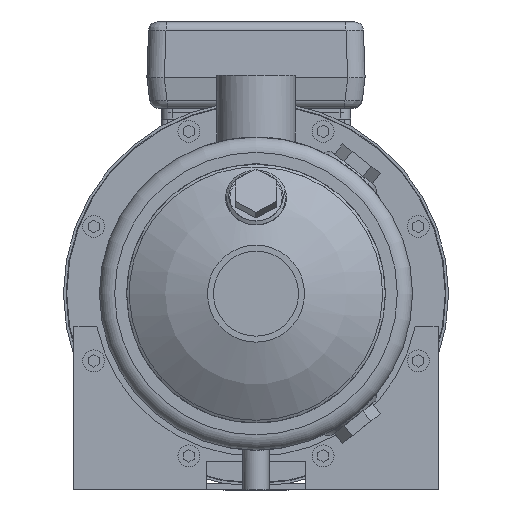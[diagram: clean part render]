
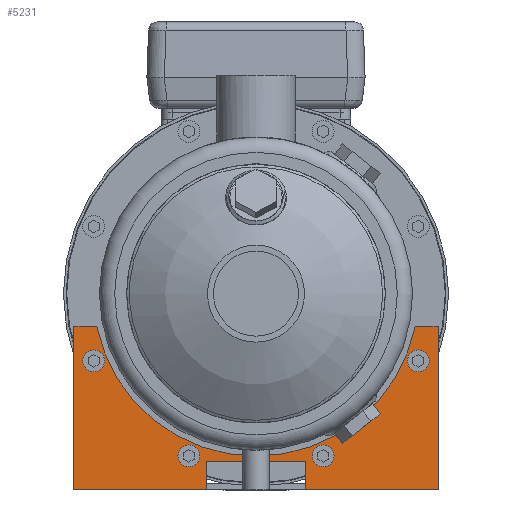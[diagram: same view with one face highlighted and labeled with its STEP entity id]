
A CAD part, left-side view. The second image highlights one B-rep face of the part: STEP entity #5231.
In plain terms, the highlighted face is planar.
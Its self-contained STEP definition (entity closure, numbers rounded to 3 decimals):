
#421=LINE('',#14068,#822);
#423=LINE('',#14072,#824);
#430=LINE('',#14086,#831);
#432=LINE('',#14091,#833);
#442=LINE('',#14111,#843);
#446=LINE('',#14119,#847);
#448=LINE('',#14132,#849);
#449=LINE('',#14135,#850);
#450=LINE('',#14137,#851);
#822=VECTOR('',#8534,1000.);
#824=VECTOR('',#8538,1000.);
#831=VECTOR('',#8547,1000.);
#833=VECTOR('',#8551,1000.);
#843=VECTOR('',#8567,1000.);
#847=VECTOR('',#8571,1000.);
#849=VECTOR('',#8585,1000.);
#850=VECTOR('',#8588,1000.);
#851=VECTOR('',#8589,1000.);
#2217=ORIENTED_EDGE('',*,*,#3052,.F.);
#2218=ORIENTED_EDGE('',*,*,#3053,.F.);
#2219=ORIENTED_EDGE('',*,*,#3054,.F.);
#2220=ORIENTED_EDGE('',*,*,#3055,.F.);
#2221=ORIENTED_EDGE('',*,*,#3056,.F.);
#2222=ORIENTED_EDGE('',*,*,#3045,.F.);
#2223=ORIENTED_EDGE('',*,*,#3025,.T.);
#2224=ORIENTED_EDGE('',*,*,#3023,.T.);
#2225=ORIENTED_EDGE('',*,*,#3057,.F.);
#2226=ORIENTED_EDGE('',*,*,#3032,.T.);
#2227=ORIENTED_EDGE('',*,*,#3034,.F.);
#2228=ORIENTED_EDGE('',*,*,#3049,.F.);
#2229=ORIENTED_EDGE('',*,*,#3058,.F.);
#2230=ORIENTED_EDGE('',*,*,#3059,.F.);
#3023=EDGE_CURVE('',#3558,#3557,#421,.T.);
#3025=EDGE_CURVE('',#3559,#3558,#423,.T.);
#3032=EDGE_CURVE('',#3562,#3564,#430,.T.);
#3034=EDGE_CURVE('',#3566,#3564,#432,.T.);
#3045=EDGE_CURVE('',#3559,#3574,#442,.T.);
#3049=EDGE_CURVE('',#3577,#3566,#446,.T.);
#3052=EDGE_CURVE('',#3579,#3579,#3841,.T.);
#3053=EDGE_CURVE('',#3580,#3580,#3842,.T.);
#3054=EDGE_CURVE('',#3581,#3581,#3843,.T.);
#3055=EDGE_CURVE('',#3582,#3582,#3844,.T.);
#3056=EDGE_CURVE('',#3574,#3583,#448,.T.);
#3057=EDGE_CURVE('',#3562,#3557,#3845,.T.);
#3058=EDGE_CURVE('',#3584,#3577,#449,.T.);
#3059=EDGE_CURVE('',#3583,#3584,#450,.T.);
#3557=VERTEX_POINT('',#14067);
#3558=VERTEX_POINT('',#14069);
#3559=VERTEX_POINT('',#14073);
#3562=VERTEX_POINT('',#14081);
#3564=VERTEX_POINT('',#14085);
#3566=VERTEX_POINT('',#14090);
#3574=VERTEX_POINT('',#14112);
#3577=VERTEX_POINT('',#14118);
#3579=VERTEX_POINT('',#14125);
#3580=VERTEX_POINT('',#14127);
#3581=VERTEX_POINT('',#14129);
#3582=VERTEX_POINT('',#14131);
#3583=VERTEX_POINT('',#14133);
#3584=VERTEX_POINT('',#14136);
#3841=CIRCLE('',#7207,5.);
#3842=CIRCLE('',#7208,5.);
#3843=CIRCLE('',#7209,5.);
#3844=CIRCLE('',#7210,5.);
#3845=CIRCLE('',#7211,74.5);
#4237=EDGE_LOOP('',(#2217));
#4238=EDGE_LOOP('',(#2218));
#4239=EDGE_LOOP('',(#2219));
#4240=EDGE_LOOP('',(#2220));
#4241=EDGE_LOOP('',(#2221,#2222,#2223,#2224,#2225,#2226,#2227,#2228,#2229,
#2230));
#4691=FACE_BOUND('',#4237,.T.);
#4692=FACE_BOUND('',#4238,.T.);
#4693=FACE_BOUND('',#4239,.T.);
#4694=FACE_BOUND('',#4240,.T.);
#4695=FACE_BOUND('',#4241,.T.);
#4911=PLANE('',#7206);
#5231=ADVANCED_FACE('',(#4691,#4692,#4693,#4694,#4695),#4911,.T.);
#7206=AXIS2_PLACEMENT_3D('',#14123,#8575,#8576);
#7207=AXIS2_PLACEMENT_3D('',#14124,#8577,#8578);
#7208=AXIS2_PLACEMENT_3D('',#14126,#8579,#8580);
#7209=AXIS2_PLACEMENT_3D('',#14128,#8581,#8582);
#7210=AXIS2_PLACEMENT_3D('',#14130,#8583,#8584);
#7211=AXIS2_PLACEMENT_3D('',#14134,#8586,#8587);
#8534=DIRECTION('',(0.,-1.,0.));
#8538=DIRECTION('',(0.,0.,1.));
#8547=DIRECTION('',(0.,-1.,0.));
#8551=DIRECTION('',(0.,0.,1.));
#8567=DIRECTION('',(0.,-1.,0.));
#8571=DIRECTION('',(0.,-1.,0.));
#8575=DIRECTION('',(1.,0.,0.));
#8576=DIRECTION('',(0.,0.,-1.));
#8577=DIRECTION('',(1.,0.,0.));
#8578=DIRECTION('',(0.,0.,-1.));
#8579=DIRECTION('',(1.,0.,0.));
#8580=DIRECTION('',(0.,0.,-1.));
#8581=DIRECTION('',(1.,0.,0.));
#8582=DIRECTION('',(0.,0.,-1.));
#8583=DIRECTION('',(1.,0.,0.));
#8584=DIRECTION('',(0.,0.,-1.));
#8585=DIRECTION('',(0.,0.,1.));
#8586=DIRECTION('',(1.,0.,0.));
#8587=DIRECTION('',(0.,0.,-1.));
#8588=DIRECTION('',(0.,0.,-1.));
#8589=DIRECTION('',(0.,-1.,0.));
#14067=CARTESIAN_POINT('',(55.,72.974,75.));
#14068=CARTESIAN_POINT('',(55.,83.5,75.));
#14069=CARTESIAN_POINT('',(55.,83.5,75.));
#14072=CARTESIAN_POINT('',(55.,83.5,0.));
#14073=CARTESIAN_POINT('',(55.,83.5,0.));
#14081=CARTESIAN_POINT('',(55.,-72.974,75.));
#14085=CARTESIAN_POINT('',(55.,-83.5,75.));
#14086=CARTESIAN_POINT('',(55.,83.5,75.));
#14090=CARTESIAN_POINT('',(55.,-83.5,0.));
#14091=CARTESIAN_POINT('',(55.,-83.5,0.));
#14111=CARTESIAN_POINT('',(55.,83.5,0.));
#14112=CARTESIAN_POINT('',(55.,22.5,0.));
#14118=CARTESIAN_POINT('',(55.,-22.5,0.));
#14119=CARTESIAN_POINT('',(55.,83.5,0.));
#14123=CARTESIAN_POINT('',(55.,83.5,0.));
#14124=CARTESIAN_POINT('',(55.,74.372,59.194));
#14125=CARTESIAN_POINT('',(55.,74.372,54.194));
#14126=CARTESIAN_POINT('',(55.,30.806,15.628));
#14127=CARTESIAN_POINT('',(55.,30.806,10.628));
#14128=CARTESIAN_POINT('',(55.,-30.806,15.628));
#14129=CARTESIAN_POINT('',(55.,-30.806,10.628));
#14130=CARTESIAN_POINT('',(55.,-74.372,59.194));
#14131=CARTESIAN_POINT('',(55.,-74.372,54.194));
#14132=CARTESIAN_POINT('',(55.,22.5,0.));
#14133=CARTESIAN_POINT('',(55.,22.5,13.));
#14134=CARTESIAN_POINT('',(55.,0.,90.));
#14135=CARTESIAN_POINT('',(55.,-22.5,0.));
#14136=CARTESIAN_POINT('',(55.,-22.5,13.));
#14137=CARTESIAN_POINT('',(55.,83.5,13.));
